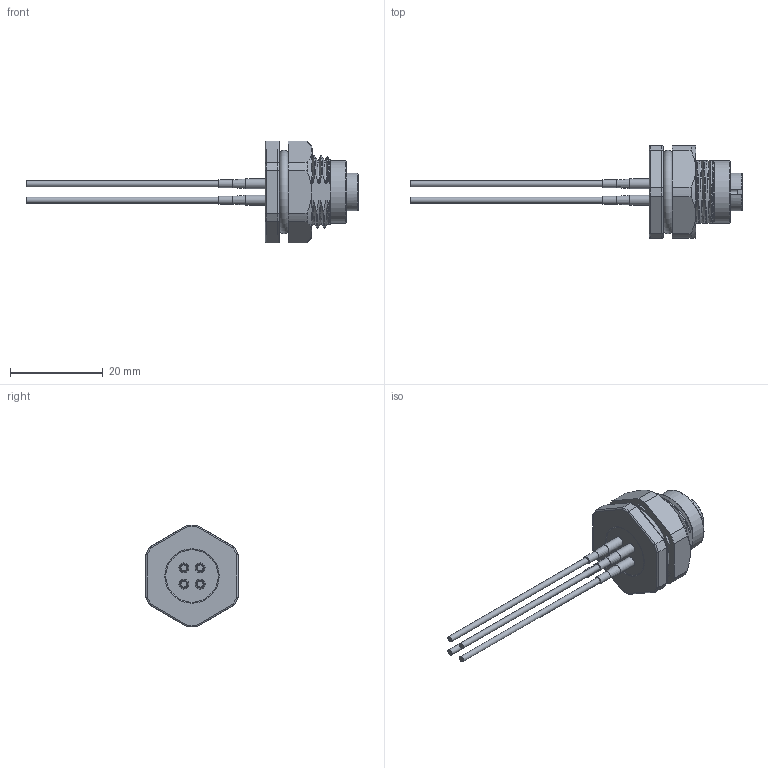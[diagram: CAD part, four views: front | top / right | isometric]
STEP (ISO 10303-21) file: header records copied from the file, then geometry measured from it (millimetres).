
FILE_DESCRIPTION(/* description */ ('Unknown'),/* implementation_level */ '2;1');
FILE_NAME(/* name */ '643421100404',/* time_stamp */ '2022-12-19T14:52:26+01:00',/* author */ ('Unknown'),/* organization */ ('Unknown'),/* preprocessor_version */ 'ST-DEVELOPER v18.102',/* originating_system */ 'Solid Edge',/* authorisation */ 'Unknown');
FILE_SCHEMA (('AUTOMOTIVE_DESIGN {1 0 10303 214 3 1 1}'));
Length unit declared in the file: millimetre
Products named in the file (13): 6434211004xx; 643421100404; 6434x11004xx_Seal_inner; 6434211004xx_Housing; 6434211004xx_Pin; 6434211004xx_Resin; 6434x11004xx_Seal_outer; 643xx01004xx_Nut; Wire 22AWG Black; Wire 22AWG Blue; Wire 22AWG White; Wire 22AWG Brown; 6434211004xx_Shrink tube
Assembly tree (18 placements, depth 2):
  6434211004xx
    643421100404
    6434x11004xx_Seal_inner
    6434211004xx_Housing
    6434211004xx_Pin  x4
    6434211004xx_Resin
    6434x11004xx_Seal_outer
    643xx01004xx_Nut
    Wire 22AWG Black
    Wire 22AWG Blue
    Wire 22AWG White
    Wire 22AWG Brown
    6434211004xx_Shrink tube  x4
Bounding box: 71.65 x 20 x 22 mm (x, y, z)
Volume: 4306.7 mm3; surface area: 6838.6 mm2
Topology: 18 solids, 18 shells, 715 faces, 1810 edges, 1184 vertices
Faces by surface type: plane 393, cylinder 213, cone 55, bspline 32, torus 22
Full cylindrical faces by diameter (mm): 0.77 x4, 0.8 x8, 1.19 x4, 1.2 x4, 1.245 x8, 1.6 x16, 1.64 x4, 1.66 x16, 1.68 x4, 1.79 x16, 1.8 x4, 1.9 x4, 2.1 x4, 8.2 x1, 8.74 x4, 9.14 x2, 10.58 x1, 10.6 x1, 12 x7, 13.5 x1, 16 x3
Entity records: 22891 total; most frequent: CARTESIAN_POINT 10305, ORIENTED_EDGE 2494, DIRECTION 2365, EDGE_CURVE 1247, VERTEX_POINT 861, LINE 815, VECTOR 815, AXIS2_PLACEMENT_3D 775
